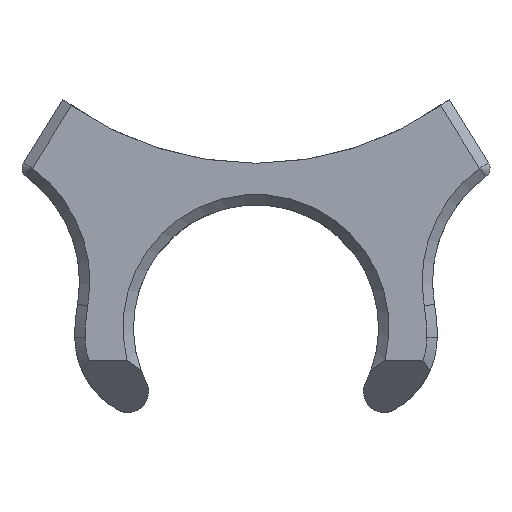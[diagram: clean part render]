
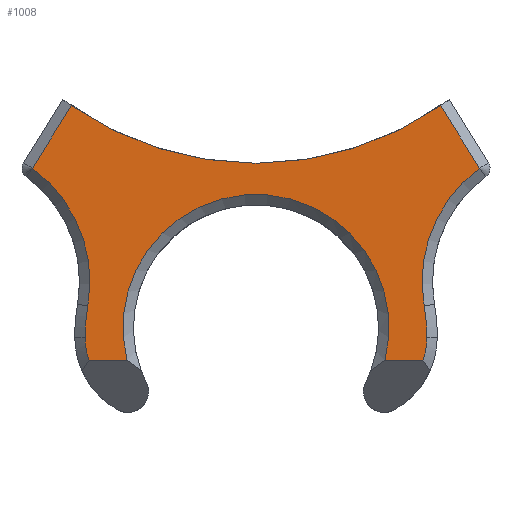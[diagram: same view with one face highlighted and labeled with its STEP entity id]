
A CAD part, front view. The second image highlights one B-rep face of the part: STEP entity #1008.
In plain terms, the highlighted planar face has unit normal (0, -1, 0).
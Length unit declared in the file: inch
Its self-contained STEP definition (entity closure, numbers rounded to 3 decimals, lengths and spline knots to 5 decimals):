
#15 = CARTESIAN_POINT ( 'NONE',  ( 0.59218, 0., 0.13847 ) ) ;
#31 = CARTESIAN_POINT ( 'NONE',  ( 0.45807, 0., 0.06262 ) ) ;
#34 = EDGE_CURVE ( 'NONE', #705, #1523, #894, .T. ) ;
#74 = EDGE_CURVE ( 'NONE', #411, #1678, #107, .T. ) ;
#89 = CIRCLE ( 'NONE', #1123, 0.1672 ) ;
#96 = CARTESIAN_POINT ( 'NONE',  ( 0.29737, 0., 0.09433 ) ) ;
#107 = LINE ( 'NONE', #570, #902 ) ;
#146 = DIRECTION ( 'NONE',  ( 0., -1., 0. ) ) ;
#150 = CARTESIAN_POINT ( 'NONE',  ( 0.08218, 0., 0.24749 ) ) ;
#164 = EDGE_CURVE ( 'NONE', #1523, #1014, #727, .T. ) ;
#186 = ORIENTED_EDGE ( 'NONE', *, *, #679, .T. ) ;
#207 = ORIENTED_EDGE ( 'NONE', *, *, #1992, .T. ) ;
#212 = CIRCLE ( 'NONE', #281, 0.07 ) ;
#247 = VERTEX_POINT ( 'NONE', #1435 ) ;
#249 = AXIS2_PLACEMENT_3D ( 'NONE', #1262, #1575, #1421 ) ;
#254 = ORIENTED_EDGE ( 'NONE', *, *, #1052, .F. ) ;
#269 = CARTESIAN_POINT ( 'NONE',  ( 0.13295, 0., 0.08462 ) ) ;
#280 = CARTESIAN_POINT ( 'NONE',  ( 0.29737, 0., 0.56483 ) ) ;
#281 = AXIS2_PLACEMENT_3D ( 'NONE', #779, #630, #1744 ) ;
#297 = VECTOR ( 'NONE', #1204, 39.37008 ) ;
#312 = DIRECTION ( 'NONE',  ( 0., 0., 1. ) ) ;
#318 = DIRECTION ( 'NONE',  ( 0., 0., 1. ) ) ;
#334 = ORIENTED_EDGE ( 'NONE', *, *, #1732, .T. ) ;
#411 = VERTEX_POINT ( 'NONE', #1809 ) ;
#464 = CARTESIAN_POINT ( 'NONE',  ( 0., 0., 0.06262 ) ) ;
#479 = ORIENTED_EDGE ( 'NONE', *, *, #164, .T. ) ;
#480 = CARTESIAN_POINT ( 'NONE',  ( 0., 0., 0. ) ) ;
#488 = EDGE_CURVE ( 'NONE', #1678, #1005, #1489, .T. ) ;
#513 = CARTESIAN_POINT ( 'NONE',  ( 0.39179, 0., 0.08514 ) ) ;
#570 = CARTESIAN_POINT ( 'NONE',  ( 0.08218, 0., 0.24749 ) ) ;
#578 = CARTESIAN_POINT ( 'NONE',  ( 0.00256, 0., 0.13847 ) ) ;
#603 = VECTOR ( 'NONE', #948, 39.37008 ) ;
#630 = DIRECTION ( 'NONE',  ( 0., -1., 0. ) ) ;
#665 = DIRECTION ( 'NONE',  ( 0., 1., 0. ) ) ;
#679 = EDGE_CURVE ( 'NONE', #1946, #1988, #768, .T. ) ;
#684 = AXIS2_PLACEMENT_3D ( 'NONE', #280, #1679, #1541 ) ;
#705 = VERTEX_POINT ( 'NONE', #1627 ) ;
#727 = CIRCLE ( 'NONE', #765, 0.128 ) ;
#744 = CARTESIAN_POINT ( 'NONE',  ( 0.47509, 0., 0.30779 ) ) ;
#765 = AXIS2_PLACEMENT_3D ( 'NONE', #96, #1103, #318 ) ;
#768 = LINE ( 'NONE', #1111, #603 ) ;
#779 = CARTESIAN_POINT ( 'NONE',  ( 0.20295, 0., 0.08514 ) ) ;
#781 = CARTESIAN_POINT ( 'NONE',  ( 0.29737, 0., 0.25233 ) ) ;
#826 = CARTESIAN_POINT ( 'NONE',  ( 0.1355, 0., 0.11496 ) ) ;
#838 = ORIENTED_EDGE ( 'NONE', *, *, #34, .T. ) ;
#848 = VECTOR ( 'NONE', #1101, 39.37008 ) ;
#870 = ORIENTED_EDGE ( 'NONE', *, *, #74, .T. ) ;
#879 = AXIS2_PLACEMENT_3D ( 'NONE', #15, #1399, #1419 ) ;
#894 = LINE ( 'NONE', #1372, #297 ) ;
#902 = VECTOR ( 'NONE', #1824, 39.37008 ) ;
#920 = CARTESIAN_POINT ( 'NONE',  ( 0.17336, 0., 0.06262 ) ) ;
#944 = CARTESIAN_POINT ( 'NONE',  ( 0.42138, 0., 0.06262 ) ) ;
#947 = CARTESIAN_POINT ( 'NONE',  ( 0.51257, 0., 0.24749 ) ) ;
#948 = DIRECTION ( 'NONE',  ( -0.528, 0., 0.849 ) ) ;
#972 = AXIS2_PLACEMENT_3D ( 'NONE', #578, #1051, #1956 ) ;
#985 = CIRCLE ( 'NONE', #879, 0.135 ) ;
#1005 = VERTEX_POINT ( 'NONE', #826 ) ;
#1008 = ADVANCED_FACE ( 'NONE', ( #1431 ), #1875, .F. ) ;
#1014 = VERTEX_POINT ( 'NONE', #944 ) ;
#1051 = DIRECTION ( 'NONE',  ( 0., 1., 0. ) ) ;
#1052 = EDGE_CURVE ( 'NONE', #1058, #1988, #1501, .T. ) ;
#1058 = VERTEX_POINT ( 'NONE', #781 ) ;
#1075 = ORIENTED_EDGE ( 'NONE', *, *, #1764, .T. ) ;
#1077 = ORIENTED_EDGE ( 'NONE', *, *, #488, .T. ) ;
#1081 = EDGE_CURVE ( 'NONE', #1005, #1899, #1124, .T. ) ;
#1083 = CIRCLE ( 'NONE', #684, 0.3125 ) ;
#1101 = DIRECTION ( 'NONE',  ( 1., 0., 0. ) ) ;
#1103 = DIRECTION ( 'NONE',  ( 0., 1., 0. ) ) ;
#1111 = CARTESIAN_POINT ( 'NONE',  ( 0.48069, 0., 0.29877 ) ) ;
#1123 = AXIS2_PLACEMENT_3D ( 'NONE', #1381, #146, #1550 ) ;
#1124 = CIRCLE ( 'NONE', #1375, 0.1672 ) ;
#1162 = DIRECTION ( 'NONE',  ( 0., -1., 0. ) ) ;
#1204 = DIRECTION ( 'NONE',  ( 1., 0., 0. ) ) ;
#1262 = CARTESIAN_POINT ( 'NONE',  ( 0.29737, 0., 0.56483 ) ) ;
#1299 = DIRECTION ( 'NONE',  ( 0., 0., 1. ) ) ;
#1313 = CIRCLE ( 'NONE', #1371, 0.07 ) ;
#1357 = VERTEX_POINT ( 'NONE', #31 ) ;
#1371 = AXIS2_PLACEMENT_3D ( 'NONE', #513, #1162, #1299 ) ;
#1372 = CARTESIAN_POINT ( 'NONE',  ( 0., 0., 0.06262 ) ) ;
#1375 = AXIS2_PLACEMENT_3D ( 'NONE', #1412, #2019, #312 ) ;
#1381 = CARTESIAN_POINT ( 'NONE',  ( 0.2946, 0., 0.08585 ) ) ;
#1392 = CARTESIAN_POINT ( 'NONE',  ( 0.46179, 0., 0.08462 ) ) ;
#1399 = DIRECTION ( 'NONE',  ( 0., 1., 0. ) ) ;
#1412 = CARTESIAN_POINT ( 'NONE',  ( 0.30015, 0., 0.08585 ) ) ;
#1419 = DIRECTION ( 'NONE',  ( 0., 0., 1. ) ) ;
#1421 = DIRECTION ( 'NONE',  ( 0., 0., 1. ) ) ;
#1431 = FACE_OUTER_BOUND ( 'NONE', #1488, .T. ) ;
#1435 = CARTESIAN_POINT ( 'NONE',  ( 0.45924, 0., 0.11496 ) ) ;
#1438 = DIRECTION ( 'NONE',  ( 0., 0., 1. ) ) ;
#1488 = EDGE_LOOP ( 'NONE', ( #1644, #870, #1077, #1617, #334, #838, #479, #1646, #1075, #207, #1502, #186, #254 ) ) ;
#1489 = CIRCLE ( 'NONE', #972, 0.135 ) ;
#1501 = CIRCLE ( 'NONE', #249, 0.3125 ) ;
#1502 = ORIENTED_EDGE ( 'NONE', *, *, #1686, .T. ) ;
#1523 = VERTEX_POINT ( 'NONE', #920 ) ;
#1541 = DIRECTION ( 'NONE',  ( 0., 0., 1. ) ) ;
#1550 = DIRECTION ( 'NONE',  ( 0., 0., 1. ) ) ;
#1575 = DIRECTION ( 'NONE',  ( 0., -1., 0. ) ) ;
#1617 = ORIENTED_EDGE ( 'NONE', *, *, #1081, .T. ) ;
#1627 = CARTESIAN_POINT ( 'NONE',  ( 0.13667, 0., 0.06262 ) ) ;
#1644 = ORIENTED_EDGE ( 'NONE', *, *, #1898, .F. ) ;
#1646 = ORIENTED_EDGE ( 'NONE', *, *, #2005, .T. ) ;
#1678 = VERTEX_POINT ( 'NONE', #150 ) ;
#1679 = DIRECTION ( 'NONE',  ( 0., -1., 0. ) ) ;
#1686 = EDGE_CURVE ( 'NONE', #247, #1946, #985, .T. ) ;
#1725 = AXIS2_PLACEMENT_3D ( 'NONE', #480, #665, #1438 ) ;
#1732 = EDGE_CURVE ( 'NONE', #1899, #705, #212, .T. ) ;
#1744 = DIRECTION ( 'NONE',  ( 0., 0., 1. ) ) ;
#1764 = EDGE_CURVE ( 'NONE', #1357, #1951, #1313, .T. ) ;
#1809 = CARTESIAN_POINT ( 'NONE',  ( 0.11965, 0., 0.30779 ) ) ;
#1824 = DIRECTION ( 'NONE',  ( -0.528, 0., -0.849 ) ) ;
#1875 = PLANE ( 'NONE',  #1725 ) ;
#1898 = EDGE_CURVE ( 'NONE', #411, #1058, #1083, .T. ) ;
#1899 = VERTEX_POINT ( 'NONE', #269 ) ;
#1946 = VERTEX_POINT ( 'NONE', #947 ) ;
#1951 = VERTEX_POINT ( 'NONE', #1392 ) ;
#1956 = DIRECTION ( 'NONE',  ( 0., 0., 1. ) ) ;
#1988 = VERTEX_POINT ( 'NONE', #744 ) ;
#1991 = LINE ( 'NONE', #464, #848 ) ;
#1992 = EDGE_CURVE ( 'NONE', #1951, #247, #89, .T. ) ;
#2005 = EDGE_CURVE ( 'NONE', #1014, #1357, #1991, .T. ) ;
#2019 = DIRECTION ( 'NONE',  ( 0., -1., 0. ) ) ;
